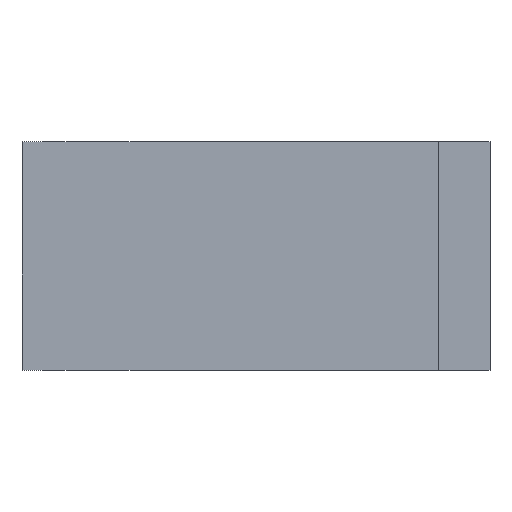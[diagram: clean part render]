
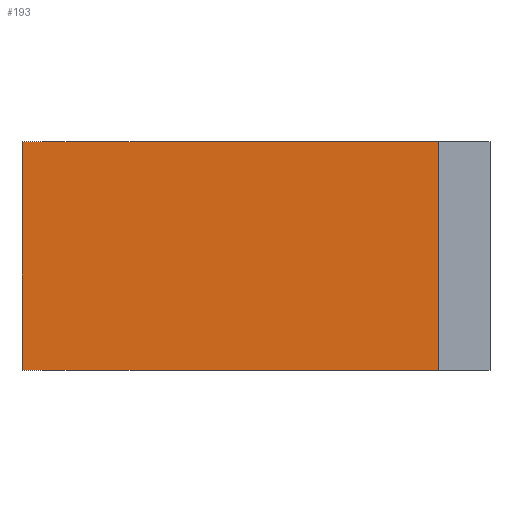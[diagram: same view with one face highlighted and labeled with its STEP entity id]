
A CAD part, top view. The second image highlights one B-rep face of the part: STEP entity #193.
In plain terms, the highlighted planar face has unit normal (0, 0, 1).
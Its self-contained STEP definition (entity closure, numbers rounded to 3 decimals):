
#21=FACE_OUTER_BOUND('',#33,.T.);
#33=EDGE_LOOP('',(#145,#146,#147,#148));
#43=LINE('',#286,#67);
#46=LINE('',#292,#70);
#49=LINE('',#298,#73);
#52=LINE('',#302,#76);
#67=VECTOR('',#234,10.);
#70=VECTOR('',#239,10.);
#73=VECTOR('',#244,10.);
#76=VECTOR('',#249,10.);
#91=VERTEX_POINT('',#283);
#92=VERTEX_POINT('',#285);
#94=VERTEX_POINT('',#291);
#96=VERTEX_POINT('',#297);
#107=EDGE_CURVE('',#92,#91,#43,.T.);
#110=EDGE_CURVE('',#94,#92,#46,.T.);
#113=EDGE_CURVE('',#96,#94,#49,.T.);
#116=EDGE_CURVE('',#91,#96,#52,.T.);
#145=ORIENTED_EDGE('',*,*,#116,.T.);
#146=ORIENTED_EDGE('',*,*,#113,.T.);
#147=ORIENTED_EDGE('',*,*,#110,.T.);
#148=ORIENTED_EDGE('',*,*,#107,.T.);
#181=PLANE('',#220);
#193=ADVANCED_FACE('',(#21),#181,.T.);
#220=AXIS2_PLACEMENT_3D('',#303,#250,#251);
#234=DIRECTION('',(0.,-1.,0.));
#239=DIRECTION('',(-1.,0.,0.));
#244=DIRECTION('',(0.,1.,0.));
#249=DIRECTION('',(1.,0.,0.));
#250=DIRECTION('center_axis',(0.,0.,1.));
#251=DIRECTION('ref_axis',(1.,0.,0.));
#283=CARTESIAN_POINT('',(-10.,-5.5,3.5));
#285=CARTESIAN_POINT('',(-10.,5.5,3.5));
#286=CARTESIAN_POINT('',(-10.,-5.5,3.5));
#291=CARTESIAN_POINT('',(10.,5.5,3.5));
#292=CARTESIAN_POINT('',(-10.,5.5,3.5));
#297=CARTESIAN_POINT('',(10.,-5.5,3.5));
#298=CARTESIAN_POINT('',(10.,-5.5,3.5));
#302=CARTESIAN_POINT('',(10.,-5.5,3.5));
#303=CARTESIAN_POINT('Origin',(0.,0.,
3.5));
